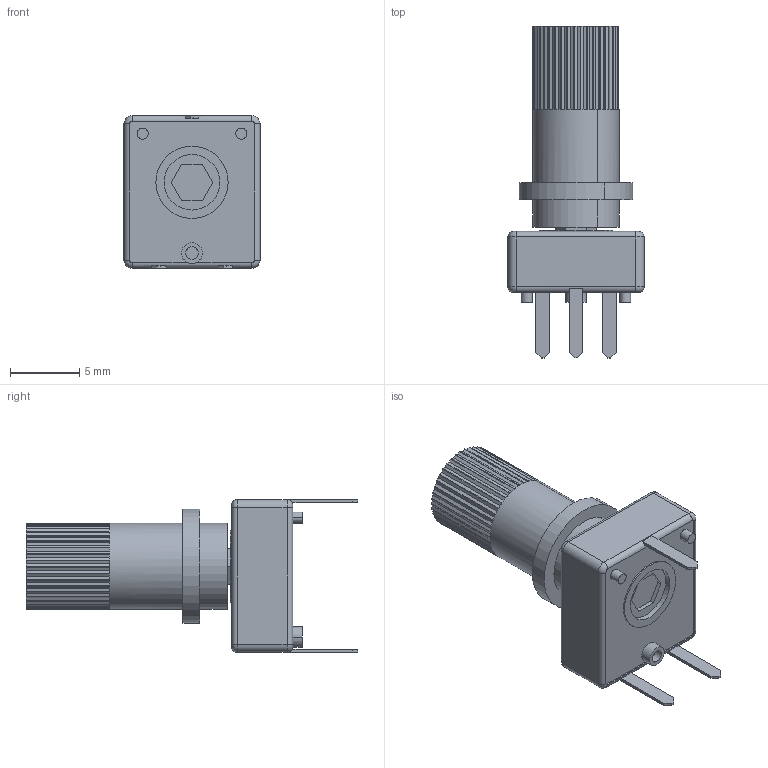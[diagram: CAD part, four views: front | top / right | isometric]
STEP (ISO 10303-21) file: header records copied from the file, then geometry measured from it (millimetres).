
FILE_DESCRIPTION (( 'STEP AP214' ), '1' );
FILE_NAME ('PotSquareAssySTEP.STEP', '2021-01-19T23:34:42', ( '' ), ( '' ), 'SwSTEP 2.0', 'SolidWorks 2020', '' );
FILE_SCHEMA (( 'AUTOMOTIVE_DESIGN' ));
Length unit declared in the file: millimetre
Products named in the file (4): Pot_SquareBase; ShaftKnob; ShaftSocket; PotSquareAssySTEP
Assembly tree (3 placements, depth 2):
  PotSquareAssySTEP
    Pot_SquareBase
    ShaftSocket
    ShaftKnob
Bounding box: 9.8 x 23.9 x 11 mm (x, y, z)
Volume: 916.5 mm3; surface area: 1006.4 mm2
Topology: 3 solids, 3 shells, 249 faces, 657 edges, 430 vertices
Faces by surface type: plane 195, cylinder 46, torus 8
Entity records: 8080 total; most frequent: DIRECTION 1351, CARTESIAN_POINT 1347, ORIENTED_EDGE 1314, EDGE_CURVE 657, LINE 471, VECTOR 471, AXIS2_PLACEMENT_3D 440, VERTEX_POINT 430
